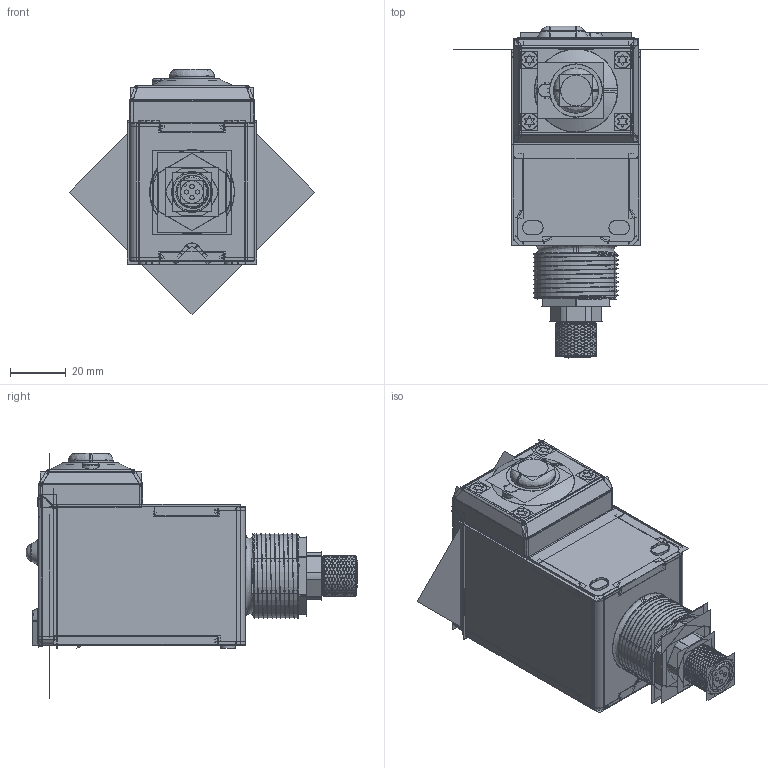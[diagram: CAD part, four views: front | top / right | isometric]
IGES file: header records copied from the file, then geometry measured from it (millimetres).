
Start section:  PTC IGES file: 193164.igs
Global section: file name: 193164.igs; native system: Creo Parametric by Parametric Technology Corporation; preprocessor: 2013230; author: pdmadmin; organization: Unknown; date: 20160129.123007; units: millimetre
Bounding box: 87.76 x 118.58 x 87.79 mm (x, y, z)
Volume: 84061.1 mm3; surface area: 569150.9 mm2
Topology: 13 solids, 13 shells, 5966 faces, 27340 edges, 33060 vertices
Faces by surface type: bspline 3970, revolution 1996
